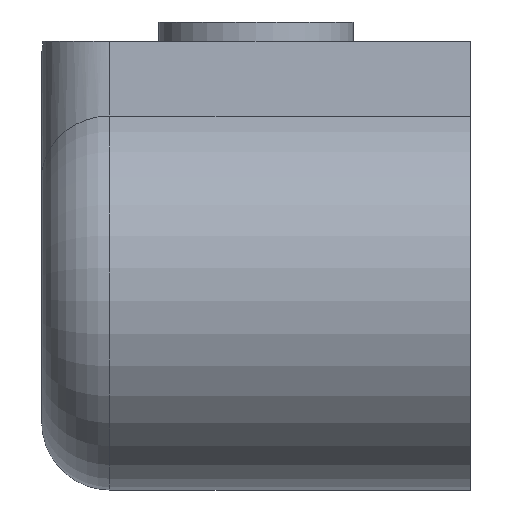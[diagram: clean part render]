
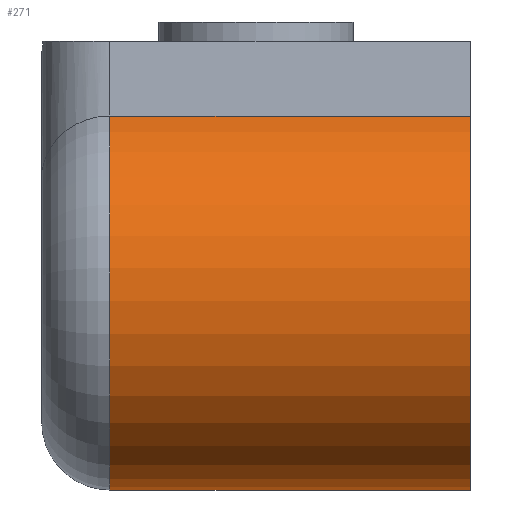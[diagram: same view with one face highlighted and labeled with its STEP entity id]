
A CAD part, front view. The second image highlights one B-rep face of the part: STEP entity #271.
In plain terms, the highlighted cylindrical face has radius 100 mm (diameter 200 mm), a partial arc.
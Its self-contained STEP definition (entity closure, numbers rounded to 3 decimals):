
#40=FACE_OUTER_BOUND('',#57,.T.);
#57=EDGE_LOOP('',(#240,#241,#242,#243));
#61=CIRCLE('',#293,100.);
#68=CIRCLE('',#309,100.);
#84=LINE('',#460,#104);
#92=LINE('',#486,#112);
#104=VECTOR('',#376,10.);
#112=VECTOR('',#408,10.);
#119=VERTEX_POINT('',#418);
#122=VERTEX_POINT('',#425);
#131=VERTEX_POINT('',#458);
#133=VERTEX_POINT('',#464);
#144=EDGE_CURVE('',#122,#119,#61,.T.);
#161=EDGE_CURVE('',#122,#131,#84,.T.);
#164=EDGE_CURVE('',#133,#131,#68,.T.);
#174=EDGE_CURVE('',#119,#133,#92,.T.);
#240=ORIENTED_EDGE('',*,*,#144,.F.);
#241=ORIENTED_EDGE('',*,*,#161,.T.);
#242=ORIENTED_EDGE('',*,*,#164,.F.);
#243=ORIENTED_EDGE('',*,*,#174,.F.);
#255=CYLINDRICAL_SURFACE('',#319,100.);
#271=ADVANCED_FACE('',(#40),#255,.T.);
#293=AXIS2_PLACEMENT_3D('',#427,#337,#338);
#309=AXIS2_PLACEMENT_3D('',#466,#381,#382);
#319=AXIS2_PLACEMENT_3D('',#485,#406,#407);
#337=DIRECTION('center_axis',(-1.,0.,0.));
#338=DIRECTION('ref_axis',(0.,-0.98,-0.201));
#376=DIRECTION('',(1.,0.,0.));
#381=DIRECTION('center_axis',(1.,0.,0.));
#382=DIRECTION('ref_axis',(0.,-0.393,0.919));
#406=DIRECTION('center_axis',(1.,0.,0.));
#407=DIRECTION('ref_axis',(0.,-0.393,0.919));
#408=DIRECTION('',(1.,0.,0.));
#418=CARTESIAN_POINT('',(35.,408.151,302.42));
#425=CARTESIAN_POINT('',(35.,447.5,110.488));
#427=CARTESIAN_POINT('Origin',(35.,447.5,210.488));
#458=CARTESIAN_POINT('',(220.,447.5,110.488));
#460=CARTESIAN_POINT('',(0.,447.5,110.488));
#464=CARTESIAN_POINT('',(220.,408.151,302.42));
#466=CARTESIAN_POINT('Origin',(220.,447.5,210.488));
#485=CARTESIAN_POINT('Origin',(0.,447.5,210.488));
#486=CARTESIAN_POINT('',(0.,408.151,302.42));
